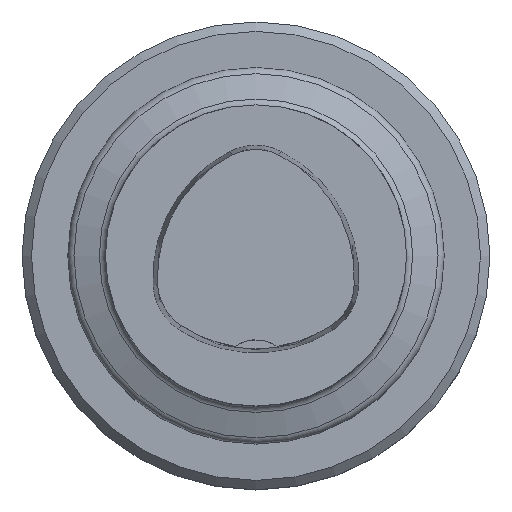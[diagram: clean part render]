
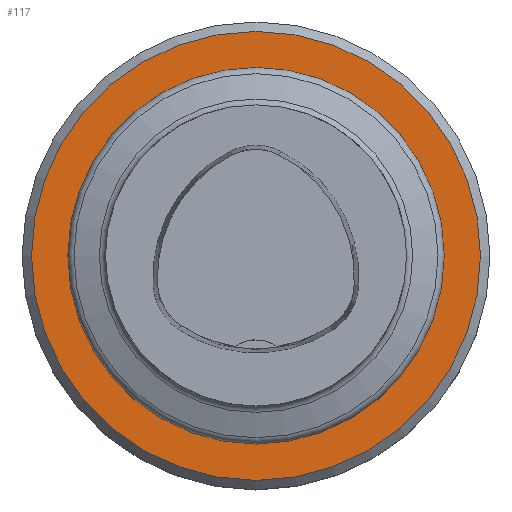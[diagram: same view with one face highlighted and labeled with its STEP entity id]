
A CAD part, top view. The second image highlights one B-rep face of the part: STEP entity #117.
In plain terms, the highlighted planar face has unit normal (0, 0, 1).
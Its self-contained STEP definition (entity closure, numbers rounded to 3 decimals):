
#54=PLANE('',#593);
#117=ADVANCED_FACE('',(#170,#171),#54,.T.);
#146=CIRCLE('',#585,20.);
#149=CIRCLE('',#592,23.85);
#170=FACE_BOUND('',#218,.T.);
#171=FACE_BOUND('',#219,.T.);
#218=EDGE_LOOP('',(#344));
#219=EDGE_LOOP('',(#345));
#344=ORIENTED_EDGE('',*,*,#448,.T.);
#345=ORIENTED_EDGE('',*,*,#451,.T.);
#389=VERTEX_POINT('',#894);
#392=VERTEX_POINT('',#904);
#448=EDGE_CURVE('',#389,#389,#146,.T.);
#451=EDGE_CURVE('',#392,#392,#149,.T.);
#585=AXIS2_PLACEMENT_3D('',#893,#737,#738);
#592=AXIS2_PLACEMENT_3D('',#903,#751,#752);
#593=AXIS2_PLACEMENT_3D('',#905,#753,#754);
#737=DIRECTION('',(0.,0.,-1.));
#738=DIRECTION('',(1.,0.,0.));
#751=DIRECTION('',(0.,0.,1.));
#752=DIRECTION('',(1.,0.,0.));
#753=DIRECTION('',(0.,0.,1.));
#754=DIRECTION('',(1.,0.,0.));
#893=CARTESIAN_POINT('',(0.,0.,-25.));
#894=CARTESIAN_POINT('',(20.,0.,-25.));
#903=CARTESIAN_POINT('',(0.,0.,-25.));
#904=CARTESIAN_POINT('',(23.85,0.,-25.));
#905=CARTESIAN_POINT('',(0.,19.25,-25.));
